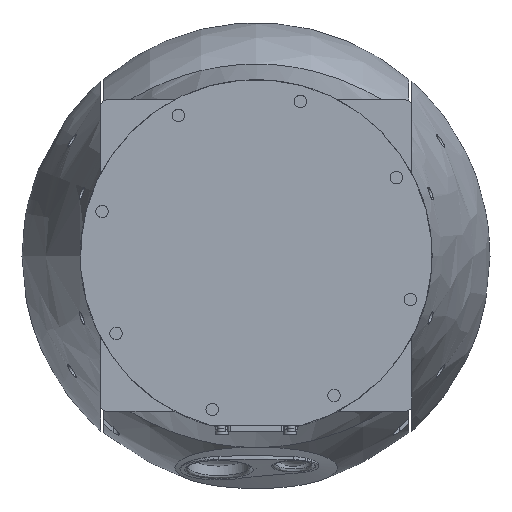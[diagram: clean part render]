
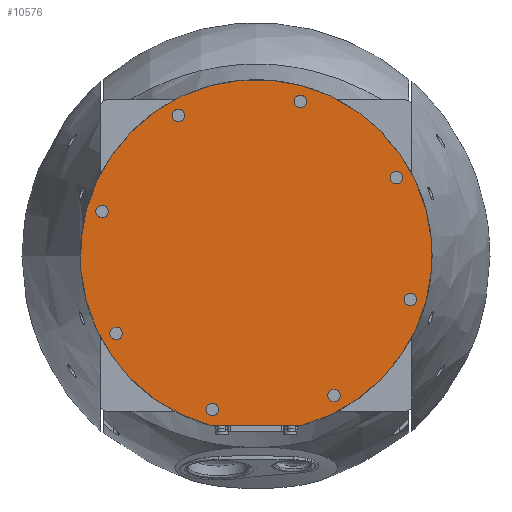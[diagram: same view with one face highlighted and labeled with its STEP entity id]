
A CAD part, top view. The second image highlights one B-rep face of the part: STEP entity #10576.
In plain terms, the highlighted planar face has unit normal (0, 0, 1).
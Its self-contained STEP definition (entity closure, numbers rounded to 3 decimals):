
#6504 = VERTEX_POINT('',#6505);
#6505 = CARTESIAN_POINT('',(51.497,-14.142,134.));
#6521 = EDGE_CURVE('',#6504,#6504,#6522,.T.);
#6522 = CIRCLE('',#6523,2.);
#6523 = AXIS2_PLACEMENT_3D('',#6524,#6525,#6526);
#6524 = CARTESIAN_POINT('',(49.497,-14.142,134.));
#6525 = DIRECTION('',(0.,0.,-1.));
#6526 = DIRECTION('',(-1.,0.,0.));
#6546 = VERTEX_POINT('',#6547);
#6547 = CARTESIAN_POINT('',(-47.497,14.142,134.));
#6563 = EDGE_CURVE('',#6546,#6546,#6564,.T.);
#6564 = CIRCLE('',#6565,2.);
#6565 = AXIS2_PLACEMENT_3D('',#6566,#6567,#6568);
#6566 = CARTESIAN_POINT('',(-49.497,14.142,134.));
#6567 = DIRECTION('',(0.,0.,-1.));
#6568 = DIRECTION('',(-1.,0.,0.));
#6588 = VERTEX_POINT('',#6589);
#6589 = CARTESIAN_POINT('',(-43.,-25.,134.));
#6605 = EDGE_CURVE('',#6588,#6588,#6606,.T.);
#6606 = CIRCLE('',#6607,2.);
#6607 = AXIS2_PLACEMENT_3D('',#6608,#6609,#6610);
#6608 = CARTESIAN_POINT('',(-45.,-25.,134.));
#6609 = DIRECTION('',(0.,0.,-1.));
#6610 = DIRECTION('',(-1.,0.,0.));
#6630 = VERTEX_POINT('',#6631);
#6631 = CARTESIAN_POINT('',(16.142,49.497,134.));
#6647 = EDGE_CURVE('',#6630,#6630,#6648,.T.);
#6648 = CIRCLE('',#6649,2.);
#6649 = AXIS2_PLACEMENT_3D('',#6650,#6651,#6652);
#6650 = CARTESIAN_POINT('',(14.142,49.497,134.));
#6651 = DIRECTION('',(0.,0.,-1.));
#6652 = DIRECTION('',(-1.,0.,0.));
#6672 = VERTEX_POINT('',#6673);
#6673 = CARTESIAN_POINT('',(27.,-45.,134.));
#6689 = EDGE_CURVE('',#6672,#6672,#6690,.T.);
#6690 = CIRCLE('',#6691,2.);
#6691 = AXIS2_PLACEMENT_3D('',#6692,#6693,#6694);
#6692 = CARTESIAN_POINT('',(25.,-45.,134.));
#6693 = DIRECTION('',(0.,0.,-1.));
#6694 = DIRECTION('',(-1.,0.,0.));
#6714 = VERTEX_POINT('',#6715);
#6715 = CARTESIAN_POINT('',(-23.,45.,134.));
#6731 = EDGE_CURVE('',#6714,#6714,#6732,.T.);
#6732 = CIRCLE('',#6733,2.);
#6733 = AXIS2_PLACEMENT_3D('',#6734,#6735,#6736);
#6734 = CARTESIAN_POINT('',(-25.,45.,134.));
#6735 = DIRECTION('',(0.,0.,-1.));
#6736 = DIRECTION('',(-1.,0.,0.));
#6756 = VERTEX_POINT('',#6757);
#6757 = CARTESIAN_POINT('',(-12.142,-49.497,134.));
#6773 = EDGE_CURVE('',#6756,#6756,#6774,.T.);
#6774 = CIRCLE('',#6775,2.);
#6775 = AXIS2_PLACEMENT_3D('',#6776,#6777,#6778);
#6776 = CARTESIAN_POINT('',(-14.142,-49.497,134.));
#6777 = DIRECTION('',(0.,0.,-1.));
#6778 = DIRECTION('',(-1.,0.,0.));
#6798 = VERTEX_POINT('',#6799);
#6799 = CARTESIAN_POINT('',(47.,25.,134.));
#6815 = EDGE_CURVE('',#6798,#6798,#6816,.T.);
#6816 = CIRCLE('',#6817,2.);
#6817 = AXIS2_PLACEMENT_3D('',#6818,#6819,#6820);
#6818 = CARTESIAN_POINT('',(45.,25.,134.));
#6819 = DIRECTION('',(0.,0.,-1.));
#6820 = DIRECTION('',(-1.,0.,0.));
#8915 = VERTEX_POINT('',#8916);
#8916 = CARTESIAN_POINT('',(14.9,-54.5,134.));
#8922 = EDGE_CURVE('',#8923,#8915,#8925,.T.);
#8923 = VERTEX_POINT('',#8924);
#8924 = CARTESIAN_POINT('',(-14.9,-54.5,134.));
#8925 = LINE('',#8926,#8927);
#8926 = CARTESIAN_POINT('',(-7.45,-54.5,134.));
#8927 = VECTOR('',#8928,1.);
#8928 = DIRECTION('',(1.,0.,0.));
#10502 = EDGE_CURVE('',#8915,#8923,#10503,.T.);
#10503 = CIRCLE('',#10504,56.5);
#10504 = AXIS2_PLACEMENT_3D('',#10505,#10506,#10507);
#10505 = CARTESIAN_POINT('',(0.,0.,134.));
#10506 = DIRECTION('',(0.,0.,1.));
#10507 = DIRECTION('',(-1.,0.,0.));
#10576 = ADVANCED_FACE('',(#10577,#10581,#10584,#10587,#10590,#10593,
    #10596,#10599,#10602),#10605,.T.);
#10577 = FACE_BOUND('',#10578,.T.);
#10578 = EDGE_LOOP('',(#10579,#10580));
#10579 = ORIENTED_EDGE('',*,*,#8922,.T.);
#10580 = ORIENTED_EDGE('',*,*,#10502,.T.);
#10581 = FACE_BOUND('',#10582,.T.);
#10582 = EDGE_LOOP('',(#10583));
#10583 = ORIENTED_EDGE('',*,*,#6521,.T.);
#10584 = FACE_BOUND('',#10585,.T.);
#10585 = EDGE_LOOP('',(#10586));
#10586 = ORIENTED_EDGE('',*,*,#6563,.T.);
#10587 = FACE_BOUND('',#10588,.T.);
#10588 = EDGE_LOOP('',(#10589));
#10589 = ORIENTED_EDGE('',*,*,#6605,.T.);
#10590 = FACE_BOUND('',#10591,.T.);
#10591 = EDGE_LOOP('',(#10592));
#10592 = ORIENTED_EDGE('',*,*,#6647,.T.);
#10593 = FACE_BOUND('',#10594,.T.);
#10594 = EDGE_LOOP('',(#10595));
#10595 = ORIENTED_EDGE('',*,*,#6689,.T.);
#10596 = FACE_BOUND('',#10597,.T.);
#10597 = EDGE_LOOP('',(#10598));
#10598 = ORIENTED_EDGE('',*,*,#6731,.T.);
#10599 = FACE_BOUND('',#10600,.T.);
#10600 = EDGE_LOOP('',(#10601));
#10601 = ORIENTED_EDGE('',*,*,#6773,.T.);
#10602 = FACE_BOUND('',#10603,.T.);
#10603 = EDGE_LOOP('',(#10604));
#10604 = ORIENTED_EDGE('',*,*,#6815,.T.);
#10605 = PLANE('',#10606);
#10606 = AXIS2_PLACEMENT_3D('',#10607,#10608,#10609);
#10607 = CARTESIAN_POINT('',(0.,0.,134.));
#10608 = DIRECTION('',(0.,0.,1.));
#10609 = DIRECTION('',(-1.,0.,0.));
